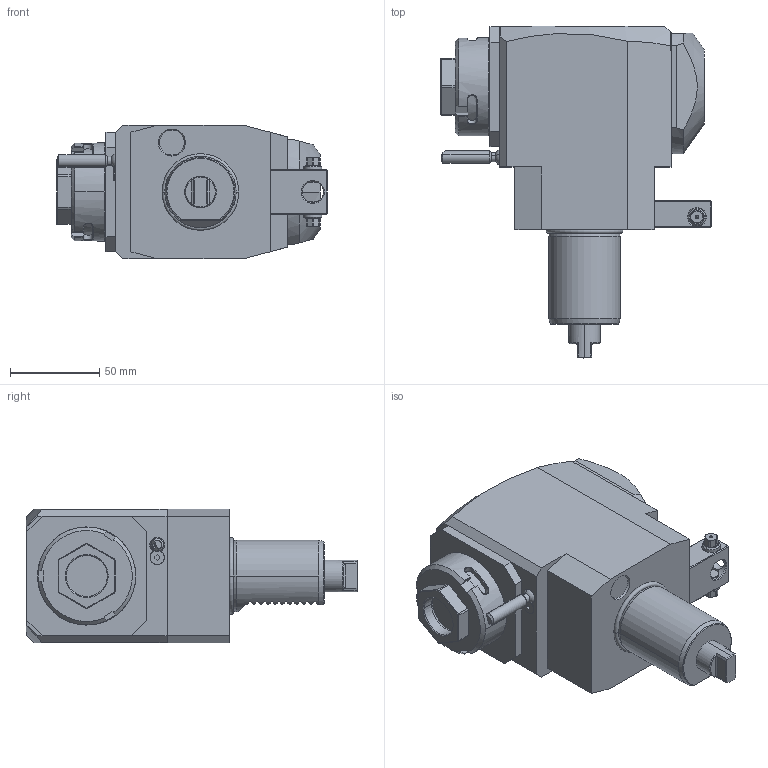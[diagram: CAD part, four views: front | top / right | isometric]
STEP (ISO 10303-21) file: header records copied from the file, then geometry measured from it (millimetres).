
FILE_DESCRIPTION((''),'2;1');
FILE_NAME('NGT1_40_225_32_1_2_80T','2024-10-24T',('vali'),('NOVA GRUP'),'PRO/ENGINEER BY PARAMETRIC TECHNOLOGY CORPORATION, 2010280','PRO/ENGINEER BY PARAMETRIC TECHNOLOGY CORPORATION, 2010280','');
FILE_SCHEMA(('CONFIG_CONTROL_DESIGN'));
Length unit declared in the file: millimetre
Products named in the file (1): NGT1_40_225_32_1_2_80T
Bounding box: 151.5 x 186 x 75 mm (x, y, z)
Volume: 955161.1 mm3; surface area: 71409.3 mm2
Topology: 1 solids, 1 shells, 344 faces, 913 edges, 585 vertices
Faces by surface type: plane 192, cylinder 80, cone 61, bspline 6, torus 3, sphere 2
Entity records: 13431 total; most frequent: CARTESIAN_POINT 5105, ORIENTED_EDGE 1818, DIRECTION 1587, EDGE_CURVE 909, VERTEX_POINT 585, AXIS2_PLACEMENT_3D 535, VECTOR 517, LINE 517
